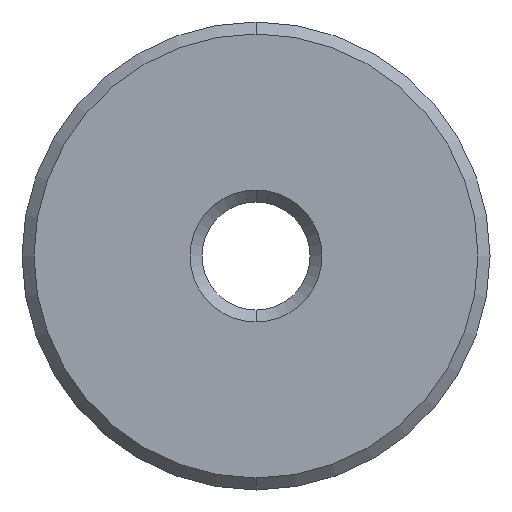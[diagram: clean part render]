
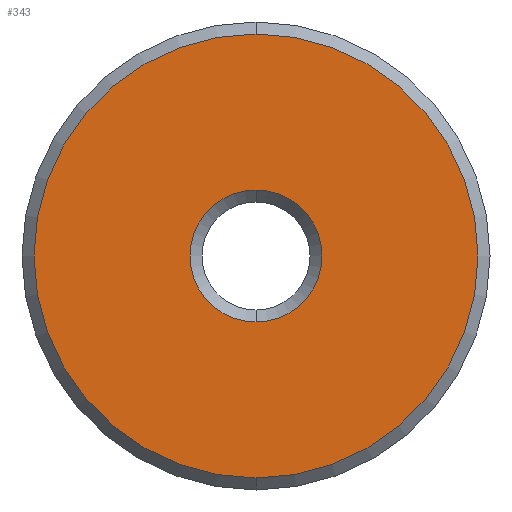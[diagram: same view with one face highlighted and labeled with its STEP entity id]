
A CAD part, front view. The second image highlights one B-rep face of the part: STEP entity #343.
In plain terms, the highlighted planar face has unit normal (0, -1, 0).
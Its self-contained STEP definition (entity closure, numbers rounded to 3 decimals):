
#4 = DIRECTION ( 'NONE',  ( 0., 1., 0. ) ) ;
#17 = FACE_OUTER_BOUND ( 'NONE', #261, .T. ) ;
#25 = CARTESIAN_POINT ( 'NONE',  ( 0., 0., 0. ) ) ;
#31 = DIRECTION ( 'NONE',  ( 0., 0., 1. ) ) ;
#40 = CARTESIAN_POINT ( 'NONE',  ( 0., 0., -9.25 ) ) ;
#69 = DIRECTION ( 'NONE',  ( 0., -1., 0. ) ) ;
#71 = ORIENTED_EDGE ( 'NONE', *, *, #362, .T. ) ;
#74 = FACE_BOUND ( 'NONE', #308, .T. ) ;
#81 = AXIS2_PLACEMENT_3D ( 'NONE', #383, #4, #273 ) ;
#116 = CARTESIAN_POINT ( 'NONE',  ( 0., 0., 2.75 ) ) ;
#124 = AXIS2_PLACEMENT_3D ( 'NONE', #319, #243, #266 ) ;
#145 = EDGE_CURVE ( 'NONE', #424, #211, #290, .T. ) ;
#156 = CARTESIAN_POINT ( 'NONE',  ( 0., 0., 9.25 ) ) ;
#171 = DIRECTION ( 'NONE',  ( 0., 0., 1. ) ) ;
#180 = AXIS2_PLACEMENT_3D ( 'NONE', #310, #197, #31 ) ;
#197 = DIRECTION ( 'NONE',  ( 0., -1., 0. ) ) ;
#206 = CARTESIAN_POINT ( 'NONE',  ( 0., 0., 0. ) ) ;
#211 = VERTEX_POINT ( 'NONE', #40 ) ;
#222 = AXIS2_PLACEMENT_3D ( 'NONE', #206, #69, #171 ) ;
#230 = DIRECTION ( 'NONE',  ( 0., 1., 0. ) ) ;
#243 = DIRECTION ( 'NONE',  ( 0., 1., 0. ) ) ;
#261 = EDGE_LOOP ( 'NONE', ( #328, #350 ) ) ;
#266 = DIRECTION ( 'NONE',  ( 0., 0., 1. ) ) ;
#273 = DIRECTION ( 'NONE',  ( 0., 0., 1. ) ) ;
#290 = CIRCLE ( 'NONE', #180, 9.25 ) ;
#294 = EDGE_CURVE ( 'NONE', #211, #424, #449, .T. ) ;
#308 = EDGE_LOOP ( 'NONE', ( #370, #71 ) ) ;
#310 = CARTESIAN_POINT ( 'NONE',  ( 0., 0., 0. ) ) ;
#319 = CARTESIAN_POINT ( 'NONE',  ( 0., 0., 0. ) ) ;
#325 = EDGE_CURVE ( 'NONE', #429, #393, #361, .T. ) ;
#328 = ORIENTED_EDGE ( 'NONE', *, *, #145, .T. ) ;
#337 = CIRCLE ( 'NONE', #413, 2.75 ) ;
#343 = ADVANCED_FACE ( 'NONE', ( #74, #17 ), #347, .F. ) ;
#347 = PLANE ( 'NONE',  #124 ) ;
#350 = ORIENTED_EDGE ( 'NONE', *, *, #294, .T. ) ;
#361 = CIRCLE ( 'NONE', #81, 2.75 ) ;
#362 = EDGE_CURVE ( 'NONE', #393, #429, #337, .T. ) ;
#370 = ORIENTED_EDGE ( 'NONE', *, *, #325, .T. ) ;
#383 = CARTESIAN_POINT ( 'NONE',  ( 0., 0., 0. ) ) ;
#393 = VERTEX_POINT ( 'NONE', #116 ) ;
#400 = CARTESIAN_POINT ( 'NONE',  ( 0., 0., -2.75 ) ) ;
#413 = AXIS2_PLACEMENT_3D ( 'NONE', #25, #230, #438 ) ;
#424 = VERTEX_POINT ( 'NONE', #156 ) ;
#429 = VERTEX_POINT ( 'NONE', #400 ) ;
#438 = DIRECTION ( 'NONE',  ( 0., 0., 1. ) ) ;
#449 = CIRCLE ( 'NONE', #222, 9.25 ) ;
